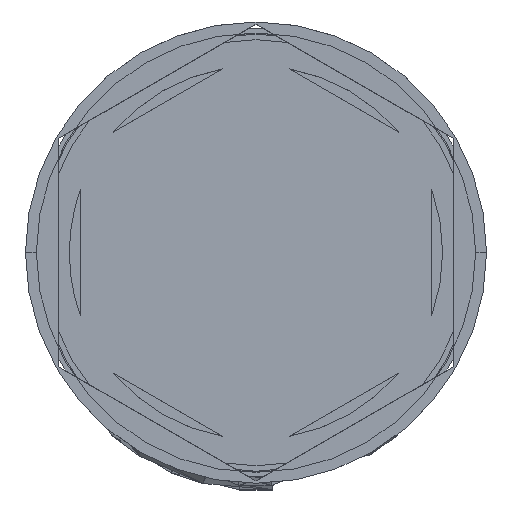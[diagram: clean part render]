
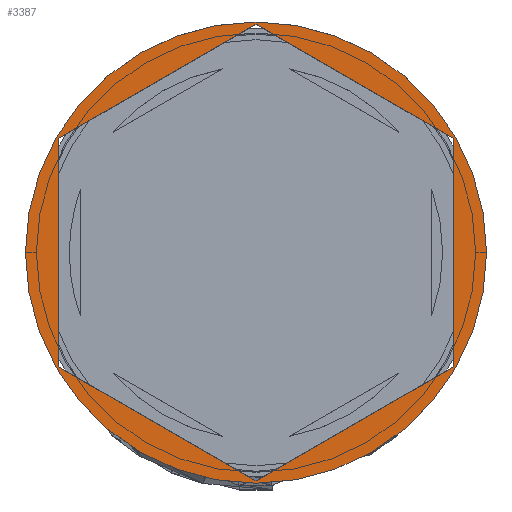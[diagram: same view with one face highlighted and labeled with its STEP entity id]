
A CAD part, top view. The second image highlights one B-rep face of the part: STEP entity #3387.
In plain terms, the highlighted planar face has unit normal (0, 0, 1).
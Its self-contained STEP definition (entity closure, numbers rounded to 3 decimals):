
#57 = AXIS2_PLACEMENT_3D ( 'NONE', #974, #644, #2001 ) ;
#100 = LINE ( 'NONE', #760, #4206 ) ;
#107 = CARTESIAN_POINT ( 'NONE',  ( -9., 5.196, 0. ) ) ;
#110 = CARTESIAN_POINT ( 'NONE',  ( 9., 5.196, 0. ) ) ;
#120 = ORIENTED_EDGE ( 'NONE', *, *, #3549, .F. ) ;
#194 = CARTESIAN_POINT ( 'NONE',  ( -10.5, 0., 0. ) ) ;
#206 = VECTOR ( 'NONE', #4314, 1000. ) ;
#288 = CARTESIAN_POINT ( 'NONE',  ( -9., -5.196, 0. ) ) ;
#338 = VERTEX_POINT ( 'NONE', #110 ) ;
#490 = EDGE_CURVE ( 'NONE', #3382, #338, #3626, .T. ) ;
#514 = LINE ( 'NONE', #2901, #2631 ) ;
#634 = EDGE_CURVE ( 'NONE', #2428, #4232, #4014, .T. ) ;
#642 = EDGE_CURVE ( 'NONE', #338, #2959, #3784, .T. ) ;
#644 = DIRECTION ( 'NONE',  ( 0., 0., 1. ) ) ;
#760 = CARTESIAN_POINT ( 'NONE',  ( 0., -10.392, 0. ) ) ;
#768 = CIRCLE ( 'NONE', #2065, 10.5 ) ;
#799 = DIRECTION ( 'NONE',  ( -0.866, -0.5, 0. ) ) ;
#920 = VECTOR ( 'NONE', #4166, 1000. ) ;
#954 = PLANE ( 'NONE',  #57 ) ;
#974 = CARTESIAN_POINT ( 'NONE',  ( 0., 0., 0. ) ) ;
#1004 = FACE_BOUND ( 'NONE', #1033, .T. ) ;
#1033 = EDGE_LOOP ( 'NONE', ( #2641, #4133, #120, #2990, #3454, #1071 ) ) ;
#1071 = ORIENTED_EDGE ( 'NONE', *, *, #4023, .F. ) ;
#1073 = EDGE_CURVE ( 'NONE', #2683, #2428, #2848, .T. ) ;
#1112 = DIRECTION ( 'NONE',  ( 0.866, 0.5, 0. ) ) ;
#1200 = DIRECTION ( 'NONE',  ( 0., 0., 1. ) ) ;
#1287 = CARTESIAN_POINT ( 'NONE',  ( 10.5, 0., 0. ) ) ;
#1429 = ORIENTED_EDGE ( 'NONE', *, *, #1585, .T. ) ;
#1585 = EDGE_CURVE ( 'NONE', #3179, #4178, #768, .T. ) ;
#1642 = CARTESIAN_POINT ( 'NONE',  ( 0., -10.392, 0. ) ) ;
#1775 = DIRECTION ( 'NONE',  ( 1., 0., 0. ) ) ;
#1912 = VECTOR ( 'NONE', #2359, 1000. ) ;
#2001 = DIRECTION ( 'NONE',  ( 1., 0., 0. ) ) ;
#2065 = AXIS2_PLACEMENT_3D ( 'NONE', #2127, #2463, #1775 ) ;
#2127 = CARTESIAN_POINT ( 'NONE',  ( 0., 0., 0. ) ) ;
#2359 = DIRECTION ( 'NONE',  ( -0.866, 0.5, 0. ) ) ;
#2416 = CARTESIAN_POINT ( 'NONE',  ( -9., -5.196, 0. ) ) ;
#2428 = VERTEX_POINT ( 'NONE', #2416 ) ;
#2463 = DIRECTION ( 'NONE',  ( 0., 0., 1. ) ) ;
#2498 = CARTESIAN_POINT ( 'NONE',  ( -9., 5.196, 0. ) ) ;
#2559 = CARTESIAN_POINT ( 'NONE',  ( 0., 0., 0. ) ) ;
#2631 = VECTOR ( 'NONE', #799, 1000. ) ;
#2641 = ORIENTED_EDGE ( 'NONE', *, *, #642, .F. ) ;
#2667 = CARTESIAN_POINT ( 'NONE',  ( 9., -5.196, 0. ) ) ;
#2675 = EDGE_LOOP ( 'NONE', ( #4297, #1429 ) ) ;
#2683 = VERTEX_POINT ( 'NONE', #2498 ) ;
#2848 = LINE ( 'NONE', #107, #920 ) ;
#2884 = CARTESIAN_POINT ( 'NONE',  ( 0., 10.392, 0. ) ) ;
#2901 = CARTESIAN_POINT ( 'NONE',  ( 0., 10.392, 0. ) ) ;
#2959 = VERTEX_POINT ( 'NONE', #2884 ) ;
#2973 = EDGE_CURVE ( 'NONE', #4178, #3179, #3900, .T. ) ;
#2990 = ORIENTED_EDGE ( 'NONE', *, *, #634, .F. ) ;
#3063 = VECTOR ( 'NONE', #4363, 1000. ) ;
#3089 = CARTESIAN_POINT ( 'NONE',  ( 9., 5.196, 0. ) ) ;
#3179 = VERTEX_POINT ( 'NONE', #194 ) ;
#3382 = VERTEX_POINT ( 'NONE', #4109 ) ;
#3387 = ADVANCED_FACE ( 'NONE', ( #1004, #4021 ), #954, .T. ) ;
#3454 = ORIENTED_EDGE ( 'NONE', *, *, #1073, .F. ) ;
#3549 = EDGE_CURVE ( 'NONE', #4232, #3382, #100, .T. ) ;
#3618 = AXIS2_PLACEMENT_3D ( 'NONE', #2559, #1200, #4268 ) ;
#3626 = LINE ( 'NONE', #2667, #206 ) ;
#3784 = LINE ( 'NONE', #3089, #1912 ) ;
#3900 = CIRCLE ( 'NONE', #3618, 10.5 ) ;
#4014 = LINE ( 'NONE', #288, #3063 ) ;
#4021 = FACE_OUTER_BOUND ( 'NONE', #2675, .T. ) ;
#4023 = EDGE_CURVE ( 'NONE', #2959, #2683, #514, .T. ) ;
#4109 = CARTESIAN_POINT ( 'NONE',  ( 9., -5.196, 0. ) ) ;
#4133 = ORIENTED_EDGE ( 'NONE', *, *, #490, .F. ) ;
#4166 = DIRECTION ( 'NONE',  ( 0., -1., 0. ) ) ;
#4178 = VERTEX_POINT ( 'NONE', #1287 ) ;
#4206 = VECTOR ( 'NONE', #1112, 1000. ) ;
#4232 = VERTEX_POINT ( 'NONE', #1642 ) ;
#4268 = DIRECTION ( 'NONE',  ( 1., 0., 0. ) ) ;
#4297 = ORIENTED_EDGE ( 'NONE', *, *, #2973, .T. ) ;
#4314 = DIRECTION ( 'NONE',  ( 0., 1., 0. ) ) ;
#4363 = DIRECTION ( 'NONE',  ( 0.866, -0.5, 0. ) ) ;
